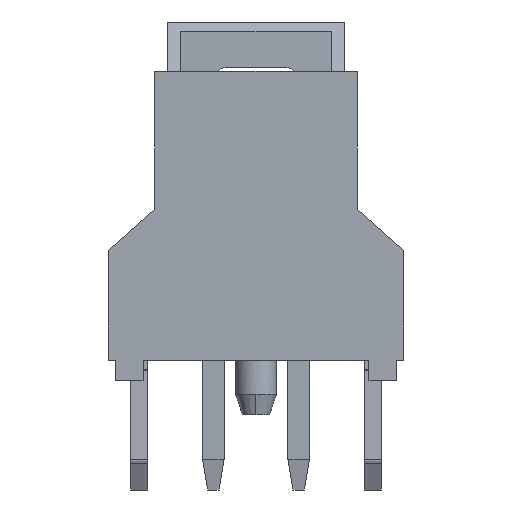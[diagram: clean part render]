
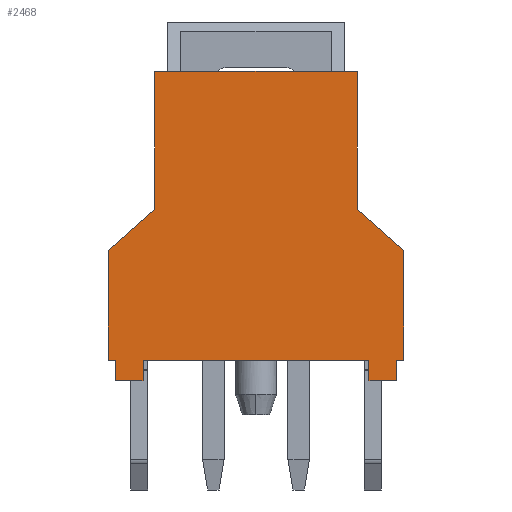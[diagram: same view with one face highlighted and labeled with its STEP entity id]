
A CAD part, front view. The second image highlights one B-rep face of the part: STEP entity #2468.
In plain terms, the highlighted planar face has unit normal (0, -1, 0).
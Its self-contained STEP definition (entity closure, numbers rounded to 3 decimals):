
#1=DIRECTION('',(0.,0.,-1.));
#2=VECTOR('',#1,4.04);
#3=CARTESIAN_POINT('',(-2.97,-1.74,4.23));
#4=LINE('',#3,#2);
#5=DIRECTION('',(1.,0.,0.));
#6=VECTOR('',#5,5.94);
#7=CARTESIAN_POINT('',(-2.97,-1.74,4.23));
#8=LINE('',#7,#6);
#9=DIRECTION('',(0.,0.,-1.));
#10=VECTOR('',#9,4.04);
#11=CARTESIAN_POINT('',(2.97,-1.74,4.23));
#12=LINE('',#11,#10);
#13=DIRECTION('',(-0.75,0.,0.662));
#14=VECTOR('',#13,1.814);
#15=CARTESIAN_POINT('',(4.33,-1.74,-1.01));
#16=LINE('',#15,#14);
#17=DIRECTION('',(0.,0.,-1.));
#18=VECTOR('',#17,3.22);
#19=CARTESIAN_POINT('',(4.33,-1.74,-1.01));
#20=LINE('',#19,#18);
#21=DIRECTION('',(-1.,0.,0.));
#22=VECTOR('',#21,0.22);
#23=CARTESIAN_POINT('',(4.33,-1.74,-4.23));
#24=LINE('',#23,#22);
#25=DIRECTION('',(0.,0.,-1.));
#26=VECTOR('',#25,0.6);
#27=CARTESIAN_POINT('',(4.11,-1.74,-4.23));
#28=LINE('',#27,#26);
#29=DIRECTION('',(-1.,0.,0.));
#30=VECTOR('',#29,6.62);
#31=CARTESIAN_POINT('',(3.31,-1.74,-4.23));
#32=LINE('',#31,#30);
#33=DIRECTION('',(0.,0.,-1.));
#34=VECTOR('',#33,0.6);
#35=CARTESIAN_POINT('',(-3.31,-1.74,-4.23));
#36=LINE('',#35,#34);
#37=DIRECTION('',(-1.,0.,0.));
#38=VECTOR('',#37,0.22);
#39=CARTESIAN_POINT('',(-4.11,-1.74,-4.23));
#40=LINE('',#39,#38);
#41=DIRECTION('',(0.,0.,1.));
#42=VECTOR('',#41,3.22);
#43=CARTESIAN_POINT('',(-4.33,-1.74,-4.23));
#44=LINE('',#43,#42);
#45=DIRECTION('',(-0.75,0.,-0.662));
#46=VECTOR('',#45,1.814);
#47=CARTESIAN_POINT('',(-2.97,-1.74,0.19));
#48=LINE('',#47,#46);
#713=DIRECTION('',(-1.,0.,0.));
#714=VECTOR('',#713,0.8);
#715=CARTESIAN_POINT('',(4.11,-1.74,-4.83));
#716=LINE('',#715,#714);
#749=DIRECTION('',(-1.,0.,0.));
#750=VECTOR('',#749,0.8);
#751=CARTESIAN_POINT('',(-3.31,-1.74,-4.83));
#752=LINE('',#751,#750);
#781=DIRECTION('',(0.,0.,-1.));
#782=VECTOR('',#781,0.6);
#783=CARTESIAN_POINT('',(3.31,-1.74,-4.23));
#784=LINE('',#783,#782);
#785=DIRECTION('',(0.,0.,-1.));
#786=VECTOR('',#785,0.6);
#787=CARTESIAN_POINT('',(-4.11,-1.74,-4.23));
#788=LINE('',#787,#786);
#1854=CARTESIAN_POINT('',(-4.33,-1.74,-4.23));
#1856=VERTEX_POINT('',#1854);
#1858=CARTESIAN_POINT('',(4.33,-1.74,-4.23));
#1860=VERTEX_POINT('',#1858);
#1898=CARTESIAN_POINT('',(4.11,-1.74,-4.83));
#1899=CARTESIAN_POINT('',(3.31,-1.74,-4.83));
#1900=VERTEX_POINT('',#1898);
#1901=VERTEX_POINT('',#1899);
#1914=CARTESIAN_POINT('',(-4.11,-1.74,-4.83));
#1916=VERTEX_POINT('',#1914);
#1920=CARTESIAN_POINT('',(-3.31,-1.74,-4.83));
#1921=VERTEX_POINT('',#1920);
#1928=CARTESIAN_POINT('',(3.31,-1.74,-4.23));
#1930=VERTEX_POINT('',#1928);
#1944=CARTESIAN_POINT('',(-3.31,-1.74,-4.23));
#1945=VERTEX_POINT('',#1944);
#1946=CARTESIAN_POINT('',(4.11,-1.74,-4.23));
#1947=VERTEX_POINT('',#1946);
#1952=CARTESIAN_POINT('',(-4.11,-1.74,-4.23));
#1953=VERTEX_POINT('',#1952);
#2111=CARTESIAN_POINT('',(-2.97,-1.74,4.23));
#2112=CARTESIAN_POINT('',(-2.97,-1.74,0.19));
#2113=VERTEX_POINT('',#2111);
#2114=VERTEX_POINT('',#2112);
#2115=CARTESIAN_POINT('',(-4.33,-1.74,-1.01));
#2116=VERTEX_POINT('',#2115);
#2117=CARTESIAN_POINT('',(4.33,-1.74,-1.01));
#2118=CARTESIAN_POINT('',(2.97,-1.74,0.19));
#2119=VERTEX_POINT('',#2117);
#2120=VERTEX_POINT('',#2118);
#2121=CARTESIAN_POINT('',(2.97,-1.74,4.23));
#2122=VERTEX_POINT('',#2121);
#2429=CARTESIAN_POINT('',(0.,-1.74,0.));
#2430=DIRECTION('',(0.,1.,0.));
#2431=DIRECTION('',(1.,0.,0.));
#2432=AXIS2_PLACEMENT_3D('',#2429,#2430,#2431);
#2433=PLANE('',#2432);
#2435=ORIENTED_EDGE('',*,*,#2434,.F.);
#2437=ORIENTED_EDGE('',*,*,#2436,.T.);
#2439=ORIENTED_EDGE('',*,*,#2438,.T.);
#2441=ORIENTED_EDGE('',*,*,#2440,.F.);
#2443=ORIENTED_EDGE('',*,*,#2442,.T.);
#2445=ORIENTED_EDGE('',*,*,#2444,.T.);
#2447=ORIENTED_EDGE('',*,*,#2446,.T.);
#2449=ORIENTED_EDGE('',*,*,#2448,.T.);
#2451=ORIENTED_EDGE('',*,*,#2450,.F.);
#2453=ORIENTED_EDGE('',*,*,#2452,.T.);
#2455=ORIENTED_EDGE('',*,*,#2454,.T.);
#2457=ORIENTED_EDGE('',*,*,#2456,.T.);
#2459=ORIENTED_EDGE('',*,*,#2458,.F.);
#2461=ORIENTED_EDGE('',*,*,#2460,.T.);
#2463=ORIENTED_EDGE('',*,*,#2462,.T.);
#2465=ORIENTED_EDGE('',*,*,#2464,.F.);
#2466=EDGE_LOOP('',(#2435,#2437,#2439,#2441,#2443,#2445,#2447,#2449,#2451,#2453,
#2455,#2457,#2459,#2461,#2463,#2465));
#2467=FACE_OUTER_BOUND('',#2466,.F.);
#2468=ADVANCED_FACE('',(#2467),#2433,.F.);
#2434=EDGE_CURVE('',#2113,#2114,#4,.T.);
#2436=EDGE_CURVE('',#2113,#2122,#8,.T.);
#2438=EDGE_CURVE('',#2122,#2120,#12,.T.);
#2440=EDGE_CURVE('',#2119,#2120,#16,.T.);
#2442=EDGE_CURVE('',#2119,#1860,#20,.T.);
#2444=EDGE_CURVE('',#1860,#1947,#24,.T.);
#2446=EDGE_CURVE('',#1947,#1900,#28,.T.);
#2448=EDGE_CURVE('',#1900,#1901,#716,.T.);
#2450=EDGE_CURVE('',#1930,#1901,#784,.T.);
#2452=EDGE_CURVE('',#1930,#1945,#32,.T.);
#2454=EDGE_CURVE('',#1945,#1921,#36,.T.);
#2456=EDGE_CURVE('',#1921,#1916,#752,.T.);
#2458=EDGE_CURVE('',#1953,#1916,#788,.T.);
#2460=EDGE_CURVE('',#1953,#1856,#40,.T.);
#2462=EDGE_CURVE('',#1856,#2116,#44,.T.);
#2464=EDGE_CURVE('',#2114,#2116,#48,.T.);
